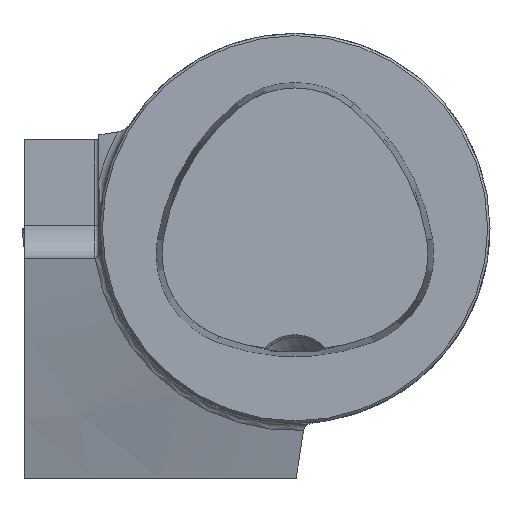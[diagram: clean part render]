
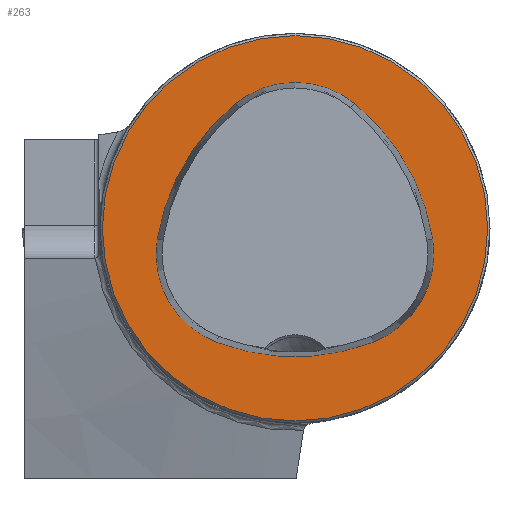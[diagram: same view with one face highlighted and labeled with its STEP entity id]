
A CAD part, top view. The second image highlights one B-rep face of the part: STEP entity #263.
In plain terms, the highlighted planar face has unit normal (0, 0, 1).
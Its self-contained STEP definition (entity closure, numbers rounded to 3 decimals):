
#188=FACE_BOUND('',#515,.T.);
#189=FACE_BOUND('',#516,.T.);
#220=CIRCLE('',#1928,28.075);
#222=CIRCLE('',#1931,28.075);
#223=CIRCLE('',#1932,12.075);
#224=CIRCLE('',#1933,28.075);
#225=CIRCLE('',#1934,12.075);
#226=CIRCLE('',#1935,12.075);
#227=CIRCLE('',#1936,24.7);
#263=ADVANCED_FACE('CU_E_LO_SU_1',(#188,#189),#353,.T.);
#353=PLANE('',#1937);
#515=EDGE_LOOP('',(#734,#735,#736,#737,#738,#739));
#516=EDGE_LOOP('',(#740));
#734=ORIENTED_EDGE('',*,*,#1382,.F.);
#735=ORIENTED_EDGE('',*,*,#1383,.F.);
#736=ORIENTED_EDGE('',*,*,#1384,.F.);
#737=ORIENTED_EDGE('',*,*,#1385,.F.);
#738=ORIENTED_EDGE('',*,*,#1379,.F.);
#739=ORIENTED_EDGE('',*,*,#1386,.F.);
#740=ORIENTED_EDGE('',*,*,#1387,.T.);
#1196=VERTEX_POINT('',#3047);
#1197=VERTEX_POINT('',#3049);
#1199=VERTEX_POINT('',#3055);
#1200=VERTEX_POINT('',#3056);
#1201=VERTEX_POINT('',#3058);
#1202=VERTEX_POINT('',#3060);
#1203=VERTEX_POINT('',#3064);
#1379=EDGE_CURVE('',#1196,#1197,#220,.T.);
#1382=EDGE_CURVE('',#1199,#1200,#222,.T.);
#1383=EDGE_CURVE('',#1201,#1199,#223,.T.);
#1384=EDGE_CURVE('',#1202,#1201,#224,.T.);
#1385=EDGE_CURVE('',#1197,#1202,#225,.T.);
#1386=EDGE_CURVE('',#1200,#1196,#226,.T.);
#1387=EDGE_CURVE('',#1203,#1203,#227,.T.);
#1928=AXIS2_PLACEMENT_3D('',#3048,#2180,#2181);
#1931=AXIS2_PLACEMENT_3D('',#3054,#2187,#2188);
#1932=AXIS2_PLACEMENT_3D('',#3057,#2189,#2190);
#1933=AXIS2_PLACEMENT_3D('',#3059,#2191,#2192);
#1934=AXIS2_PLACEMENT_3D('',#3061,#2193,#2194);
#1935=AXIS2_PLACEMENT_3D('',#3062,#2195,#2196);
#1936=AXIS2_PLACEMENT_3D('',#3063,#2197,#2198);
#1937=AXIS2_PLACEMENT_3D('',#3065,#2199,#2200);
#2180=DIRECTION('',(0.,0.,1.));
#2181=DIRECTION('',(1.,0.,0.));
#2187=DIRECTION('',(0.,0.,1.));
#2188=DIRECTION('',(1.,0.,0.));
#2189=DIRECTION('',(0.,0.,1.));
#2190=DIRECTION('',(1.,0.,0.));
#2191=DIRECTION('',(0.,0.,1.));
#2192=DIRECTION('',(1.,0.,0.));
#2193=DIRECTION('',(0.,0.,1.));
#2194=DIRECTION('',(1.,0.,0.));
#2195=DIRECTION('',(0.,0.,1.));
#2196=DIRECTION('',(1.,0.,0.));
#2197=DIRECTION('',(0.,0.,1.));
#2198=DIRECTION('',(1.,0.,0.));
#2199=DIRECTION('',(0.,0.,1.));
#2200=DIRECTION('',(1.,0.,0.));
#3047=CARTESIAN_POINT('',(-10.05,-14.595,0.));
#3048=CARTESIAN_POINT('',(0.,11.62,0.));
#3049=CARTESIAN_POINT('',(10.05,-14.595,0.));
#3054=CARTESIAN_POINT('',(10.078,-5.807,0.));
#3055=CARTESIAN_POINT('',(-7.606,15.999,0.));
#3056=CARTESIAN_POINT('',(-17.656,-1.443,0.));
#3057=CARTESIAN_POINT('',(0.,6.62,0.));
#3058=CARTESIAN_POINT('',(7.606,15.999,0.));
#3059=CARTESIAN_POINT('',(-10.078,-5.807,0.));
#3060=CARTESIAN_POINT('',(17.656,-1.443,0.));
#3061=CARTESIAN_POINT('',(5.727,-3.32,0.));
#3062=CARTESIAN_POINT('',(-5.727,-3.32,0.));
#3063=CARTESIAN_POINT('',(0.,0.,0.));
#3064=CARTESIAN_POINT('',(24.7,0.,0.));
#3065=CARTESIAN_POINT('',(0.,0.,0.));
